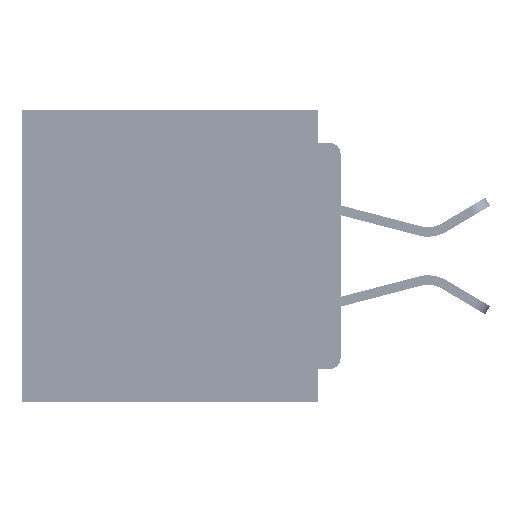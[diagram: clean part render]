
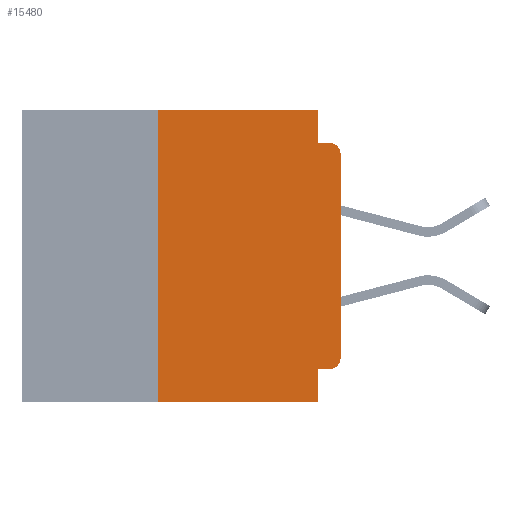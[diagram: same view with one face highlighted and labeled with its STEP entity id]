
A CAD part, left-side view. The second image highlights one B-rep face of the part: STEP entity #15480.
In plain terms, the highlighted planar face has unit normal (-1, 0, 0).
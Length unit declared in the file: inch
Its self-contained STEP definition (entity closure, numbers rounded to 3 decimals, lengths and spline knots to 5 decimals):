
#453 = DIRECTION ( 'NONE',  ( 0., -1., 0. ) ) ;
#574 = EDGE_CURVE ( 'NONE', #21257, #7011, #46383, .T. ) ;
#2471 = DIRECTION ( 'NONE',  ( 0., -1., 0. ) ) ;
#2988 = DIRECTION ( 'NONE',  ( -1., 0., 0. ) ) ;
#3200 = PLANE ( 'NONE',  #33780 ) ;
#3667 = DIRECTION ( 'NONE',  ( 0., 0., -1. ) ) ;
#4424 = LINE ( 'NONE', #41972, #25119 ) ;
#4491 = ORIENTED_EDGE ( 'NONE', *, *, #51990, .T. ) ;
#4509 = CARTESIAN_POINT ( 'NONE',  ( 0., 0.015, -0.355 ) ) ;
#5170 = ORIENTED_EDGE ( 'NONE', *, *, #14405, .F. ) ;
#6186 = LINE ( 'NONE', #56079, #38497 ) ;
#7011 = VERTEX_POINT ( 'NONE', #24760 ) ;
#7797 = DIRECTION ( 'NONE',  ( 0., 1., 0. ) ) ;
#7931 = AXIS2_PLACEMENT_3D ( 'NONE', #9236, #9805, #10257 ) ;
#8816 = LINE ( 'NONE', #14387, #30747 ) ;
#8869 = AXIS2_PLACEMENT_3D ( 'NONE', #29308, #2988, #33701 ) ;
#9075 = EDGE_CURVE ( 'NONE', #18165, #26805, #8816, .T. ) ;
#9236 = CARTESIAN_POINT ( 'NONE',  ( 0., 0.015, -0.34 ) ) ;
#9805 = DIRECTION ( 'NONE',  ( -1., 0., 0. ) ) ;
#10092 = FACE_OUTER_BOUND ( 'NONE', #20833, .T. ) ;
#10257 = DIRECTION ( 'NONE',  ( 0., 0., -1. ) ) ;
#12092 = DIRECTION ( 'NONE',  ( 0., 0., -1. ) ) ;
#12285 = CARTESIAN_POINT ( 'NONE',  ( 0., 0., 0. ) ) ;
#12646 = LINE ( 'NONE', #12285, #24337 ) ;
#13432 = ORIENTED_EDGE ( 'NONE', *, *, #9075, .F. ) ;
#13989 = VECTOR ( 'NONE', #19735, 39.37008 ) ;
#14387 = CARTESIAN_POINT ( 'NONE',  ( 0., 0.25, -0.4 ) ) ;
#14405 = EDGE_CURVE ( 'NONE', #26805, #17151, #21296, .T. ) ;
#15480 = ADVANCED_FACE ( 'NONE', ( #10092 ), #3200, .F. ) ;
#15734 = ORIENTED_EDGE ( 'NONE', *, *, #47578, .F. ) ;
#16344 = CARTESIAN_POINT ( 'NONE',  ( 0., 0.437, 0. ) ) ;
#17151 = VERTEX_POINT ( 'NONE', #28226 ) ;
#17226 = EDGE_CURVE ( 'NONE', #56569, #49243, #4424, .T. ) ;
#18165 = VERTEX_POINT ( 'NONE', #40017 ) ;
#18478 = EDGE_CURVE ( 'NONE', #21257, #53017, #37964, .T. ) ;
#18836 = DIRECTION ( 'NONE',  ( 0., 0., 1. ) ) ;
#19735 = DIRECTION ( 'NONE',  ( 0., 0., -1. ) ) ;
#20833 = EDGE_LOOP ( 'NONE', ( #4491, #50665, #53198, #43235, #5170, #13432, #37510, #15734, #27249, #32741 ) ) ;
#21112 = CARTESIAN_POINT ( 'NONE',  ( 0., 0., -0.355 ) ) ;
#21257 = VERTEX_POINT ( 'NONE', #4509 ) ;
#21296 = LINE ( 'NONE', #35565, #32878 ) ;
#22175 = LINE ( 'NONE', #28361, #55587 ) ;
#23273 = EDGE_CURVE ( 'NONE', #18165, #56065, #22175, .T. ) ;
#24337 = VECTOR ( 'NONE', #38547, 39.37008 ) ;
#24760 = CARTESIAN_POINT ( 'NONE',  ( 0., 0., -0.34 ) ) ;
#25119 = VECTOR ( 'NONE', #2471, 39.37008 ) ;
#26805 = VERTEX_POINT ( 'NONE', #33869 ) ;
#27249 = ORIENTED_EDGE ( 'NONE', *, *, #18478, .F. ) ;
#28226 = CARTESIAN_POINT ( 'NONE',  ( 0., 0.031, 0. ) ) ;
#28361 = CARTESIAN_POINT ( 'NONE',  ( 0., 0.437, -0.4 ) ) ;
#29308 = CARTESIAN_POINT ( 'NONE',  ( 0., 0.015, -0.06 ) ) ;
#30747 = VECTOR ( 'NONE', #18836, 39.37008 ) ;
#32741 = ORIENTED_EDGE ( 'NONE', *, *, #574, .T. ) ;
#32855 = CIRCLE ( 'NONE', #8869, 0.015 ) ;
#32878 = VECTOR ( 'NONE', #453, 39.37008 ) ;
#33266 = CARTESIAN_POINT ( 'NONE',  ( 0., 0.015, -0.045 ) ) ;
#33701 = DIRECTION ( 'NONE',  ( 0., 0., -1. ) ) ;
#33780 = AXIS2_PLACEMENT_3D ( 'NONE', #16344, #38345, #12092 ) ;
#33869 = CARTESIAN_POINT ( 'NONE',  ( 0., 0.25, 0. ) ) ;
#34901 = CARTESIAN_POINT ( 'NONE',  ( 0., 0., -0.06 ) ) ;
#35565 = CARTESIAN_POINT ( 'NONE',  ( 0., 0.437, 0. ) ) ;
#36558 = VECTOR ( 'NONE', #7797, 39.37008 ) ;
#37510 = ORIENTED_EDGE ( 'NONE', *, *, #23273, .T. ) ;
#37824 = CARTESIAN_POINT ( 'NONE',  ( 0., 0.031, -0.045 ) ) ;
#37964 = LINE ( 'NONE', #21112, #36558 ) ;
#38031 = CARTESIAN_POINT ( 'NONE',  ( 0., 0.031, -0.355 ) ) ;
#38345 = DIRECTION ( 'NONE',  ( 1., 0., 0. ) ) ;
#38497 = VECTOR ( 'NONE', #3667, 39.37008 ) ;
#38547 = DIRECTION ( 'NONE',  ( 0., 0., 1. ) ) ;
#40017 = CARTESIAN_POINT ( 'NONE',  ( 0., 0.25, -0.4 ) ) ;
#41092 = EDGE_CURVE ( 'NONE', #50269, #49243, #32855, .T. ) ;
#41972 = CARTESIAN_POINT ( 'NONE',  ( 0., 0., -0.045 ) ) ;
#43235 = ORIENTED_EDGE ( 'NONE', *, *, #43839, .F. ) ;
#43839 = EDGE_CURVE ( 'NONE', #17151, #56569, #47605, .T. ) ;
#45918 = CARTESIAN_POINT ( 'NONE',  ( 0., 0.031, 0. ) ) ;
#46383 = CIRCLE ( 'NONE', #7931, 0.015 ) ;
#47448 = CARTESIAN_POINT ( 'NONE',  ( 0., 0.031, -0.4 ) ) ;
#47578 = EDGE_CURVE ( 'NONE', #53017, #56065, #6186, .T. ) ;
#47605 = LINE ( 'NONE', #45918, #13989 ) ;
#49243 = VERTEX_POINT ( 'NONE', #33266 ) ;
#50133 = DIRECTION ( 'NONE',  ( 0., -1., 0. ) ) ;
#50269 = VERTEX_POINT ( 'NONE', #34901 ) ;
#50665 = ORIENTED_EDGE ( 'NONE', *, *, #41092, .T. ) ;
#51990 = EDGE_CURVE ( 'NONE', #7011, #50269, #12646, .T. ) ;
#53017 = VERTEX_POINT ( 'NONE', #38031 ) ;
#53198 = ORIENTED_EDGE ( 'NONE', *, *, #17226, .F. ) ;
#55587 = VECTOR ( 'NONE', #50133, 39.37008 ) ;
#56065 = VERTEX_POINT ( 'NONE', #47448 ) ;
#56079 = CARTESIAN_POINT ( 'NONE',  ( 0., 0.031, -0.4 ) ) ;
#56569 = VERTEX_POINT ( 'NONE', #37824 ) ;
